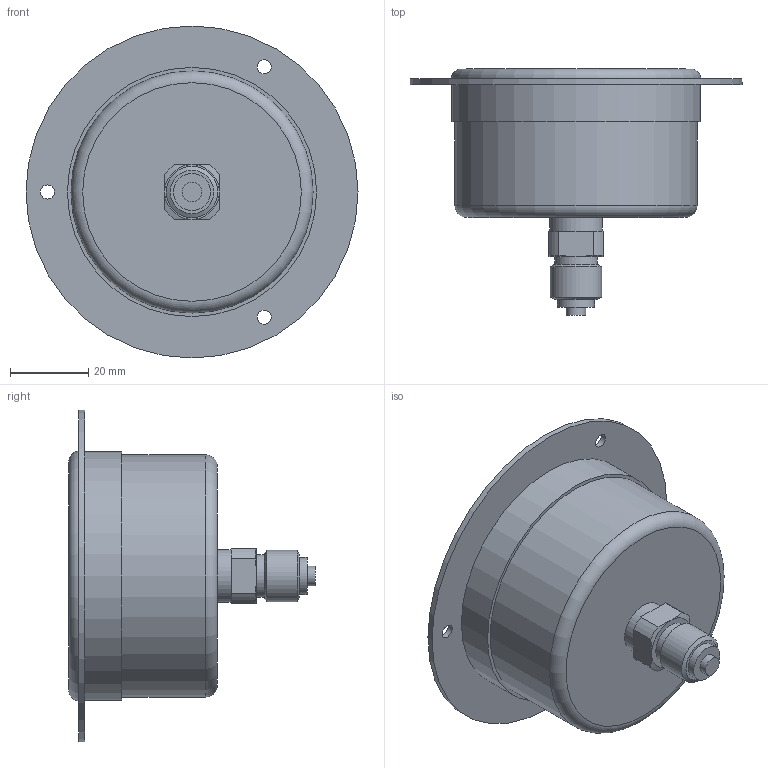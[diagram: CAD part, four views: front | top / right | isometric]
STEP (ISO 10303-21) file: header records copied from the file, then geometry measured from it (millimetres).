
FILE_DESCRIPTION(/* description */ (''),/* implementation_level */ '2;1');
FILE_NAME(/* name */ 'KP63_D431_350XX431.stp',/* time_stamp */ '2017-12-08T12:51:02+01:00',/* author */ ('acgl'),/* organization */ (''),/* preprocessor_version */ 'ST-DEVELOPER v15.6',/* originating_system */ 'Autodesk Inventor 2015',/* authorisation */ '');
FILE_SCHEMA (('AUTOMOTIVE_DESIGN { 1 0 10303 214 3 1 1 }'));
Length unit declared in the file: centimetre
Products named in the file (1): KP63_D431_350XX431
Bounding box: 85 x 63 x 85 mm (x, y, z)
Volume: 117520.9 mm3; surface area: 19841 mm2
Topology: 1 solids, 1 shells, 41 faces, 87 edges, 57 vertices
Faces by surface type: cylinder 18, plane 15, cone 6, torus 2
Full cylindrical faces by diameter (mm): 3.6 x3, 5 x1, 9.5 x1, 11 x1, 13.16 x1, 13.5 x1, 62 x1, 63.8 x2, 85 x1
Entity records: 1090 total; most frequent: DIRECTION 184, CARTESIAN_POINT 174, ORIENTED_EDGE 130, AXIS2_PLACEMENT_3D 85, EDGE_LOOP 72, EDGE_CURVE 65, VERTEX_POINT 51, CIRCLE 43
